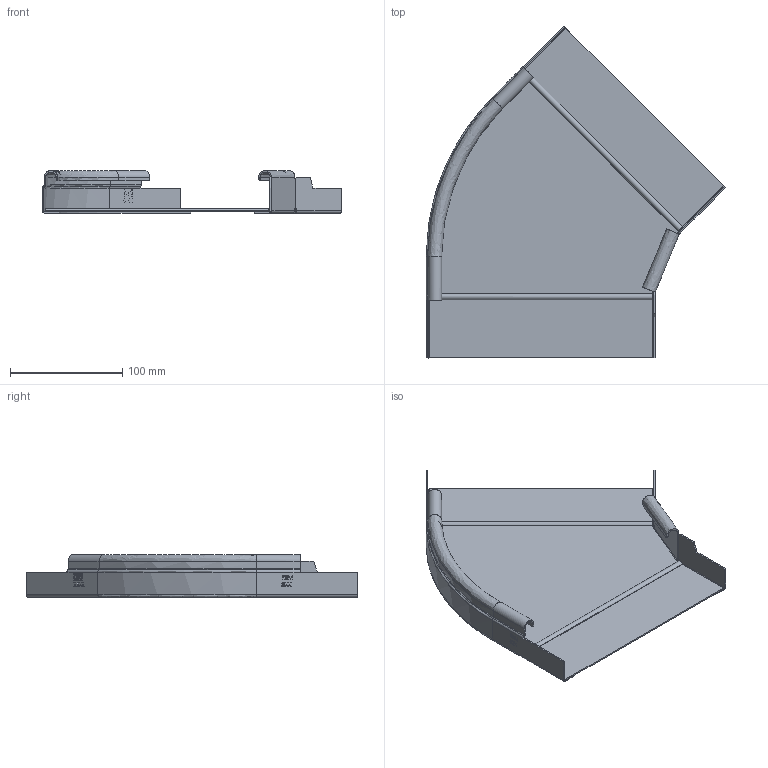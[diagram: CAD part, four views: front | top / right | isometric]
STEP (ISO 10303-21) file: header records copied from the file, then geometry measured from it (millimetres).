
FILE_DESCRIPTION(/* description */ (''),/* implementation_level */ '2;1');
FILE_NAME(/* name */ '6041002',/* time_stamp */ '2014-08-21T11:10:42+02:00',/* author */ (''),/* organization */ (''),/* preprocessor_version */ 'ST-DEVELOPER v15',/* originating_system */ '',/* authorisation */ '');
FILE_SCHEMA (('AUTOMOTIVE_DESIGN'));
Length unit declared in the file: millimetre
Products named in the file (2): Document; Block 01
Assembly tree (1 placements, depth 2):
  Document
    Block 01
Bounding box: 266.23 x 295.39 x 38 mm (x, y, z)
Volume: 98524.3 mm3; surface area: 160380.8 mm2
Topology: 3 solids, 3 shells, 380 faces, 973 edges, 622 vertices
Faces by surface type: plane 230, bspline 150
Entity records: 15412 total; most frequent: CARTESIAN_POINT 9066, ORIENTED_EDGE 1946, EDGE_CURVE 973, B_SPLINE_CURVE_WITH_KNOTS 805, VERTEX_POINT 622, EDGE_LOOP 403, ADVANCED_FACE 380, FACE_OUTER_BOUND 380
